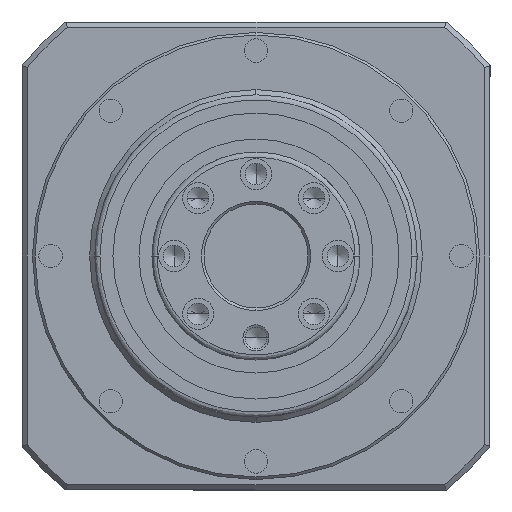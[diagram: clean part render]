
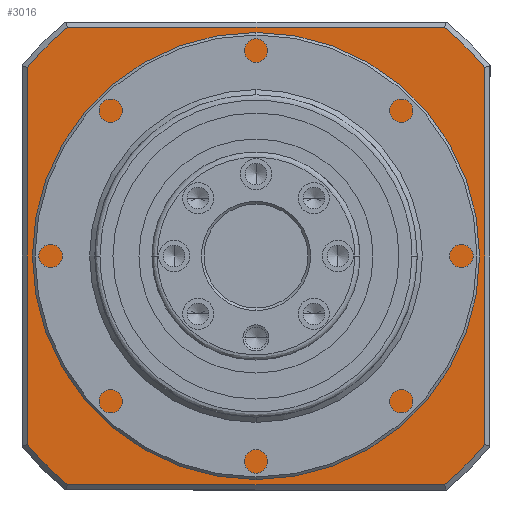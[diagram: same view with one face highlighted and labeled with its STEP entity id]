
A CAD part, left-side view. The second image highlights one B-rep face of the part: STEP entity #3016.
In plain terms, the highlighted face is planar.
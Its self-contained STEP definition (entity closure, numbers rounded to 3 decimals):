
#340 = ORIENTED_EDGE ( 'NONE', *, *, #2718, .F. ) ;
#714 = ORIENTED_EDGE ( 'NONE', *, *, #24478, .F. ) ;
#743 = CARTESIAN_POINT ( 'NONE',  ( -44., -36.235, 3.5 ) ) ;
#953 = VERTEX_POINT ( 'NONE', #3302 ) ;
#1080 = CIRCLE ( 'NONE', #10724, 57. ) ;
#1150 = CARTESIAN_POINT ( 'NONE',  ( -44., 0., 3.5 ) ) ;
#1697 = EDGE_CURVE ( 'NONE', #18547, #7642, #21472, .T. ) ;
#2236 = VERTEX_POINT ( 'NONE', #743 ) ;
#2335 = CARTESIAN_POINT ( 'NONE',  ( 0., 0., 3.5 ) ) ;
#2358 = EDGE_CURVE ( 'NONE', #7642, #18547, #3290, .T. ) ;
#2718 = EDGE_CURVE ( 'NONE', #14898, #15191, #10572, .T. ) ;
#2722 = AXIS2_PLACEMENT_3D ( 'NONE', #12421, #12337, #12165 ) ;
#3016 = ADVANCED_FACE ( 'NONE', ( #11462, #21338 ), #18785, .F. ) ;
#3167 = EDGE_CURVE ( 'NONE', #15191, #15130, #1080, .T. ) ;
#3290 = CIRCLE ( 'NONE', #2722, 28.5 ) ;
#3302 = CARTESIAN_POINT ( 'NONE',  ( 44., 36.235, 3.5 ) ) ;
#3381 = CARTESIAN_POINT ( 'NONE',  ( 0., 0., 3.5 ) ) ;
#3789 = EDGE_CURVE ( 'NONE', #15193, #953, #14907, .T. ) ;
#4272 = DIRECTION ( 'NONE',  ( 1., 0., 0. ) ) ;
#4792 = VECTOR ( 'NONE', #23115, 1000. ) ;
#5306 = DIRECTION ( 'NONE',  ( 1., 0., 0. ) ) ;
#5790 = EDGE_CURVE ( 'NONE', #18266, #15147, #20481, .T. ) ;
#6265 = EDGE_LOOP ( 'NONE', ( #24270, #17259, #340, #714, #6831, #6490, #16598, #22258 ) ) ;
#6490 = ORIENTED_EDGE ( 'NONE', *, *, #24405, .F. ) ;
#6522 = LINE ( 'NONE', #1150, #21621 ) ;
#6584 = CARTESIAN_POINT ( 'NONE',  ( 36.235, 44., 3.5 ) ) ;
#6831 = ORIENTED_EDGE ( 'NONE', *, *, #3789, .F. ) ;
#7114 = DIRECTION ( 'NONE',  ( 0., -1., 0. ) ) ;
#7642 = VERTEX_POINT ( 'NONE', #8740 ) ;
#8075 = EDGE_CURVE ( 'NONE', #2236, #18266, #13198, .T. ) ;
#8740 = CARTESIAN_POINT ( 'NONE',  ( 28.5, 0., 3.5 ) ) ;
#8937 = DIRECTION ( 'NONE',  ( 0., 0., 1. ) ) ;
#9930 = VECTOR ( 'NONE', #19854, 1000. ) ;
#9968 = CARTESIAN_POINT ( 'NONE',  ( 44., -36.235, 3.5 ) ) ;
#10572 = LINE ( 'NONE', #20161, #9930 ) ;
#10724 = AXIS2_PLACEMENT_3D ( 'NONE', #13252, #13220, #13108 ) ;
#11159 = AXIS2_PLACEMENT_3D ( 'NONE', #3381, #17075, #5306 ) ;
#11462 = FACE_BOUND ( 'NONE', #22112, .T. ) ;
#11632 = CARTESIAN_POINT ( 'NONE',  ( -44., 36.235, 3.5 ) ) ;
#11785 = DIRECTION ( 'NONE',  ( 1., 0., 0. ) ) ;
#12165 = DIRECTION ( 'NONE',  ( 1., 0., 0. ) ) ;
#12337 = DIRECTION ( 'NONE',  ( 0., 0., -1. ) ) ;
#12421 = CARTESIAN_POINT ( 'NONE',  ( 0., 0., 3.5 ) ) ;
#12585 = ORIENTED_EDGE ( 'NONE', *, *, #2358, .F. ) ;
#13063 = CIRCLE ( 'NONE', #18419, 57. ) ;
#13108 = DIRECTION ( 'NONE',  ( 0., -1., 0. ) ) ;
#13198 = CIRCLE ( 'NONE', #21724, 57. ) ;
#13220 = DIRECTION ( 'NONE',  ( 0., 0., 1. ) ) ;
#13252 = CARTESIAN_POINT ( 'NONE',  ( 0., 0., 3.5 ) ) ;
#13647 = CARTESIAN_POINT ( 'NONE',  ( 36.235, -44., 3.5 ) ) ;
#14898 = VERTEX_POINT ( 'NONE', #6584 ) ;
#14907 = LINE ( 'NONE', #23845, #16731 ) ;
#15130 = VERTEX_POINT ( 'NONE', #11632 ) ;
#15147 = VERTEX_POINT ( 'NONE', #13647 ) ;
#15191 = VERTEX_POINT ( 'NONE', #17834 ) ;
#15193 = VERTEX_POINT ( 'NONE', #9968 ) ;
#15208 = AXIS2_PLACEMENT_3D ( 'NONE', #17690, #17652, #17623 ) ;
#16031 = DIRECTION ( 'NONE',  ( 0., 0., 1. ) ) ;
#16598 = ORIENTED_EDGE ( 'NONE', *, *, #5790, .F. ) ;
#16731 = VECTOR ( 'NONE', #23864, 1000. ) ;
#17075 = DIRECTION ( 'NONE',  ( 0., 0., 1. ) ) ;
#17259 = ORIENTED_EDGE ( 'NONE', *, *, #3167, .F. ) ;
#17536 = CARTESIAN_POINT ( 'NONE',  ( -36.235, -44., 3.5 ) ) ;
#17623 = DIRECTION ( 'NONE',  ( 1., 0., 0. ) ) ;
#17652 = DIRECTION ( 'NONE',  ( 0., 0., 1. ) ) ;
#17690 = CARTESIAN_POINT ( 'NONE',  ( 0., 0., 3.5 ) ) ;
#17834 = CARTESIAN_POINT ( 'NONE',  ( -36.235, 44., 3.5 ) ) ;
#18266 = VERTEX_POINT ( 'NONE', #17536 ) ;
#18419 = AXIS2_PLACEMENT_3D ( 'NONE', #20797, #8937, #22721 ) ;
#18547 = VERTEX_POINT ( 'NONE', #20975 ) ;
#18623 = CIRCLE ( 'NONE', #11159, 57. ) ;
#18785 = PLANE ( 'NONE',  #15208 ) ;
#19173 = ORIENTED_EDGE ( 'NONE', *, *, #1697, .F. ) ;
#19478 = EDGE_CURVE ( 'NONE', #15130, #2236, #6522, .T. ) ;
#19854 = DIRECTION ( 'NONE',  ( -1., 0., 0. ) ) ;
#20161 = CARTESIAN_POINT ( 'NONE',  ( 0., 44., 3.5 ) ) ;
#20481 = LINE ( 'NONE', #22035, #4792 ) ;
#20797 = CARTESIAN_POINT ( 'NONE',  ( 0., 0., 3.5 ) ) ;
#20975 = CARTESIAN_POINT ( 'NONE',  ( -28.5, 0., 3.5 ) ) ;
#21338 = FACE_OUTER_BOUND ( 'NONE', #6265, .T. ) ;
#21472 = CIRCLE ( 'NONE', #25298, 28.5 ) ;
#21621 = VECTOR ( 'NONE', #7114, 1000. ) ;
#21724 = AXIS2_PLACEMENT_3D ( 'NONE', #2335, #16031, #4272 ) ;
#22035 = CARTESIAN_POINT ( 'NONE',  ( 0., -44., 3.5 ) ) ;
#22112 = EDGE_LOOP ( 'NONE', ( #12585, #19173 ) ) ;
#22258 = ORIENTED_EDGE ( 'NONE', *, *, #8075, .F. ) ;
#22721 = DIRECTION ( 'NONE',  ( 0., -1., 0. ) ) ;
#23101 = DIRECTION ( 'NONE',  ( 0., 0., -1. ) ) ;
#23115 = DIRECTION ( 'NONE',  ( 1., 0., 0. ) ) ;
#23845 = CARTESIAN_POINT ( 'NONE',  ( 44., 0., 3.5 ) ) ;
#23864 = DIRECTION ( 'NONE',  ( 0., 1., 0. ) ) ;
#24270 = ORIENTED_EDGE ( 'NONE', *, *, #19478, .F. ) ;
#24319 = CARTESIAN_POINT ( 'NONE',  ( 0., 0., 3.5 ) ) ;
#24405 = EDGE_CURVE ( 'NONE', #15147, #15193, #13063, .T. ) ;
#24478 = EDGE_CURVE ( 'NONE', #953, #14898, #18623, .T. ) ;
#25298 = AXIS2_PLACEMENT_3D ( 'NONE', #24319, #23101, #11785 ) ;
